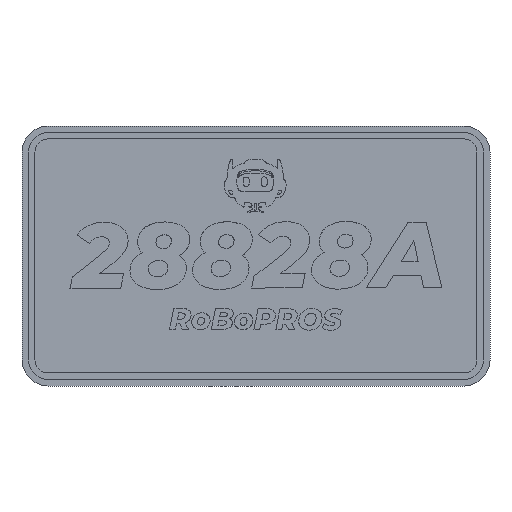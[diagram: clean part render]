
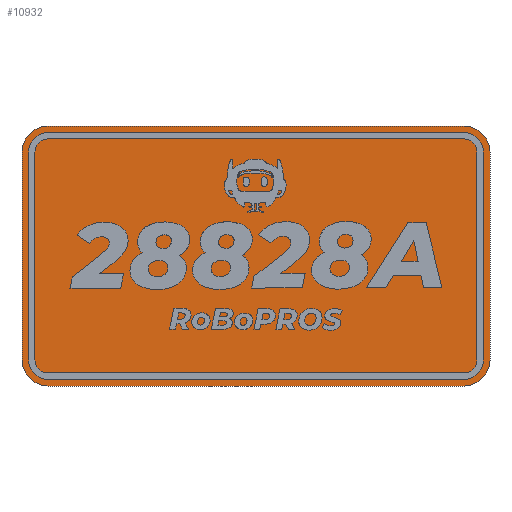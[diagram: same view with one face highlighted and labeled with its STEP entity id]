
A CAD part, front view. The second image highlights one B-rep face of the part: STEP entity #10932.
In plain terms, the highlighted planar face has unit normal (0, -1, 0).
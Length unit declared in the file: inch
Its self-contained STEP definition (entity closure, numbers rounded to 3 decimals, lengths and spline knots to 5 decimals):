
#38=CIRCLE('',#11228,0.25);
#39=CIRCLE('',#11231,0.25);
#40=CIRCLE('',#11232,0.25);
#41=CIRCLE('',#11233,0.25);
#1968=FACE_OUTER_BOUND('',#2573,.T.);
#2573=EDGE_LOOP('',(#9563,#9564,#9565,#9566,#9567,#9568,#9569,#9570));
#3243=LINE('',#22100,#3921);
#3246=LINE('',#22106,#3924);
#3247=LINE('',#22110,#3925);
#3248=LINE('',#22114,#3926);
#3921=VECTOR('',#12170,0.3937);
#3924=VECTOR('',#12175,0.3937);
#3925=VECTOR('',#12178,0.3937);
#3926=VECTOR('',#12181,0.3937);
#4965=VERTEX_POINT('',#22093);
#4966=VERTEX_POINT('',#22095);
#4967=VERTEX_POINT('',#22099);
#4969=VERTEX_POINT('',#22105);
#4970=VERTEX_POINT('',#22107);
#4971=VERTEX_POINT('',#22109);
#4972=VERTEX_POINT('',#22111);
#4973=VERTEX_POINT('',#22113);
#6507=EDGE_CURVE('',#4965,#4966,#38,.T.);
#6509=EDGE_CURVE('',#4966,#4967,#3243,.T.);
#6512=EDGE_CURVE('',#4969,#4965,#3246,.T.);
#6513=EDGE_CURVE('',#4970,#4969,#39,.T.);
#6514=EDGE_CURVE('',#4971,#4970,#3247,.T.);
#6515=EDGE_CURVE('',#4972,#4971,#40,.T.);
#6516=EDGE_CURVE('',#4973,#4972,#3248,.T.);
#6517=EDGE_CURVE('',#4967,#4973,#41,.T.);
#9563=ORIENTED_EDGE('',*,*,#6507,.F.);
#9564=ORIENTED_EDGE('',*,*,#6512,.F.);
#9565=ORIENTED_EDGE('',*,*,#6513,.F.);
#9566=ORIENTED_EDGE('',*,*,#6514,.F.);
#9567=ORIENTED_EDGE('',*,*,#6515,.F.);
#9568=ORIENTED_EDGE('',*,*,#6516,.F.);
#9569=ORIENTED_EDGE('',*,*,#6517,.F.);
#9570=ORIENTED_EDGE('',*,*,#6509,.F.);
#9812=PLANE('',#11230);
#10932=ADVANCED_FACE('',(#1968),#9812,.F.);
#11228=AXIS2_PLACEMENT_3D('',#22096,#12165,#12166);
#11230=AXIS2_PLACEMENT_3D('',#22104,#12173,#12174);
#11231=AXIS2_PLACEMENT_3D('',#22108,#12176,#12177);
#11232=AXIS2_PLACEMENT_3D('',#22112,#12179,#12180);
#11233=AXIS2_PLACEMENT_3D('',#22115,#12182,#12183);
#12165=DIRECTION('center_axis',(0.,1.,0.));
#12166=DIRECTION('ref_axis',(-0.707,0.,-0.707));
#12170=DIRECTION('',(0.,0.,1.));
#12173=DIRECTION('center_axis',(0.,1.,0.));
#12174=DIRECTION('ref_axis',(0.,0.,1.));
#12175=DIRECTION('',(-1.,0.,0.));
#12176=DIRECTION('center_axis',(0.,1.,0.));
#12177=DIRECTION('ref_axis',(0.707,0.,-0.707));
#12178=DIRECTION('',(0.,0.,-1.));
#12179=DIRECTION('center_axis',(0.,1.,0.));
#12180=DIRECTION('ref_axis',(0.707,0.,0.707));
#12181=DIRECTION('',(1.,0.,0.));
#12182=DIRECTION('center_axis',(0.,1.,0.));
#12183=DIRECTION('ref_axis',(-0.707,0.,0.707));
#22093=CARTESIAN_POINT('',(0.25,0.,-2.5));
#22095=CARTESIAN_POINT('',(0.,0.,-2.25));
#22096=CARTESIAN_POINT('Origin',(0.25,0.,-2.25));
#22099=CARTESIAN_POINT('',(0.,0.,-0.25));
#22100=CARTESIAN_POINT('',(0.,0.,-2.5));
#22104=CARTESIAN_POINT('Origin',(2.25,0.,-1.25));
#22105=CARTESIAN_POINT('',(4.25,0.,-2.5));
#22106=CARTESIAN_POINT('',(4.5,0.,-2.5));
#22107=CARTESIAN_POINT('',(4.5,0.,-2.25));
#22108=CARTESIAN_POINT('Origin',(4.25,0.,-2.25));
#22109=CARTESIAN_POINT('',(4.5,0.,-0.25));
#22110=CARTESIAN_POINT('',(4.5,0.,0.));
#22111=CARTESIAN_POINT('',(4.25,0.,0.));
#22112=CARTESIAN_POINT('Origin',(4.25,0.,-0.25));
#22113=CARTESIAN_POINT('',(0.25,0.,0.));
#22114=CARTESIAN_POINT('',(0.,0.,0.));
#22115=CARTESIAN_POINT('Origin',(0.25,0.,-0.25));
